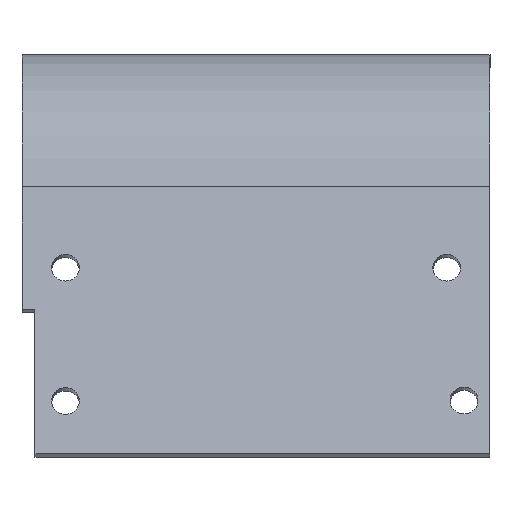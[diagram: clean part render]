
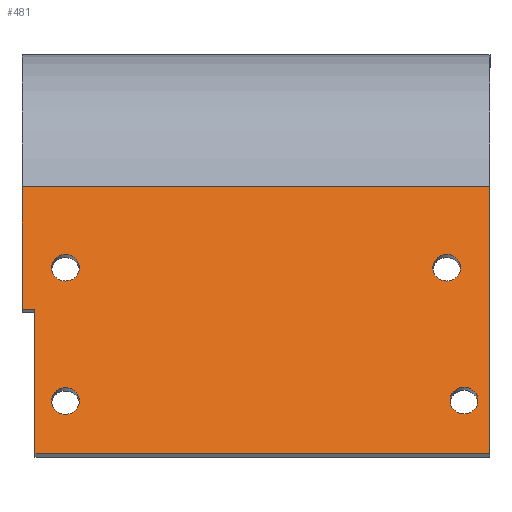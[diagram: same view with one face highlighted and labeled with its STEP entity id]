
A CAD part, left-side view. The second image highlights one B-rep face of the part: STEP entity #481.
In plain terms, the highlighted planar face has unit normal (-0.965, 0, 0.261).
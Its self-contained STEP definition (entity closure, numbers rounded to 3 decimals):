
#23=FACE_BOUND('',#88,.T.);
#24=FACE_BOUND('',#89,.T.);
#25=FACE_BOUND('',#90,.T.);
#26=FACE_BOUND('',#91,.T.);
#36=PLANE('',#533);
#55=FACE_OUTER_BOUND('',#87,.T.);
#87=EDGE_LOOP('',(#385,#386,#387,#388,#389,#390));
#88=EDGE_LOOP('',(#391));
#89=EDGE_LOOP('',(#392));
#90=EDGE_LOOP('',(#393));
#91=EDGE_LOOP('',(#394));
#121=CIRCLE('',#534,1.6);
#122=CIRCLE('',#535,1.6);
#123=CIRCLE('',#536,1.6);
#124=CIRCLE('',#537,1.6);
#153=LINE('',#769,#195);
#154=LINE('',#774,#196);
#155=LINE('',#776,#197);
#156=LINE('',#778,#198);
#157=LINE('',#779,#199);
#158=LINE('',#780,#200);
#195=VECTOR('',#629,10.);
#196=VECTOR('',#634,10.);
#197=VECTOR('',#635,10.);
#198=VECTOR('',#636,10.);
#199=VECTOR('',#637,10.);
#200=VECTOR('',#638,10.);
#239=VERTEX_POINT('',#766);
#240=VERTEX_POINT('',#768);
#241=VERTEX_POINT('',#772);
#242=VERTEX_POINT('',#773);
#243=VERTEX_POINT('',#775);
#244=VERTEX_POINT('',#777);
#245=VERTEX_POINT('',#781);
#246=VERTEX_POINT('',#783);
#247=VERTEX_POINT('',#785);
#248=VERTEX_POINT('',#787);
#294=EDGE_CURVE('',#239,#240,#153,.T.);
#296=EDGE_CURVE('',#241,#242,#154,.T.);
#297=EDGE_CURVE('',#243,#242,#155,.T.);
#298=EDGE_CURVE('',#244,#243,#156,.T.);
#299=EDGE_CURVE('',#240,#244,#157,.T.);
#300=EDGE_CURVE('',#239,#241,#158,.T.);
#301=EDGE_CURVE('',#245,#245,#121,.T.);
#302=EDGE_CURVE('',#246,#246,#122,.T.);
#303=EDGE_CURVE('',#247,#247,#123,.T.);
#304=EDGE_CURVE('',#248,#248,#124,.T.);
#385=ORIENTED_EDGE('',*,*,#296,.T.);
#386=ORIENTED_EDGE('',*,*,#297,.F.);
#387=ORIENTED_EDGE('',*,*,#298,.F.);
#388=ORIENTED_EDGE('',*,*,#299,.F.);
#389=ORIENTED_EDGE('',*,*,#294,.F.);
#390=ORIENTED_EDGE('',*,*,#300,.T.);
#391=ORIENTED_EDGE('',*,*,#301,.T.);
#392=ORIENTED_EDGE('',*,*,#302,.T.);
#393=ORIENTED_EDGE('',*,*,#303,.T.);
#394=ORIENTED_EDGE('',*,*,#304,.T.);
#481=ADVANCED_FACE('',(#55,#23,#24,#25,#26),#36,.T.);
#533=AXIS2_PLACEMENT_3D('',#771,#632,#633);
#534=AXIS2_PLACEMENT_3D('',#782,#639,#640);
#535=AXIS2_PLACEMENT_3D('',#784,#641,#642);
#536=AXIS2_PLACEMENT_3D('',#786,#643,#644);
#537=AXIS2_PLACEMENT_3D('',#788,#645,#646);
#629=DIRECTION('',(0.,-1.,0.));
#632=DIRECTION('center_axis',(-0.965,0.,0.261));
#633=DIRECTION('ref_axis',(-0.261,0.,-0.965));
#634=DIRECTION('',(0.,-1.,0.));
#635=DIRECTION('',(0.261,0.,0.965));
#636=DIRECTION('',(0.,1.,0.));
#637=DIRECTION('',(-0.261,0.,-0.965));
#638=DIRECTION('',(-0.261,0.,-0.965));
#639=DIRECTION('center_axis',(0.965,0.,-0.261));
#640=DIRECTION('ref_axis',(0.261,0.,0.965));
#641=DIRECTION('center_axis',(0.965,0.,-0.261));
#642=DIRECTION('ref_axis',(0.261,0.,0.965));
#643=DIRECTION('center_axis',(0.965,0.,-0.261));
#644=DIRECTION('ref_axis',(0.261,0.,0.965));
#645=DIRECTION('center_axis',(0.965,0.,-0.261));
#646=DIRECTION('ref_axis',(0.261,0.,0.965));
#766=CARTESIAN_POINT('',(-6.821,186.281,-171.186));
#768=CARTESIAN_POINT('',(-6.821,132.281,-171.186));
#769=CARTESIAN_POINT('',(-6.821,179.781,-171.186));
#771=CARTESIAN_POINT('Origin',(-6.821,179.781,-171.186));
#772=CARTESIAN_POINT('',(-10.649,186.281,-185.349));
#773=CARTESIAN_POINT('',(-10.649,184.781,-185.349));
#774=CARTESIAN_POINT('',(-10.649,183.281,-185.349));
#775=CARTESIAN_POINT('',(-15.149,184.781,-201.999));
#776=CARTESIAN_POINT('',(-7.896,184.781,-175.164));
#777=CARTESIAN_POINT('',(-15.149,132.281,-201.999));
#778=CARTESIAN_POINT('',(-15.149,132.281,-201.999));
#779=CARTESIAN_POINT('',(-7.712,132.281,-174.481));
#780=CARTESIAN_POINT('',(-7.712,186.281,-174.481));
#781=CARTESIAN_POINT('',(-13.901,135.281,-197.382));
#782=CARTESIAN_POINT('Origin',(-13.484,135.281,-195.838));
#783=CARTESIAN_POINT('',(-13.919,181.271,-197.448));
#784=CARTESIAN_POINT('Origin',(-13.502,181.271,-195.903));
#785=CARTESIAN_POINT('',(-9.762,137.281,-182.066));
#786=CARTESIAN_POINT('Origin',(-9.344,137.281,-180.522));
#787=CARTESIAN_POINT('',(-9.762,181.271,-182.066));
#788=CARTESIAN_POINT('Origin',(-9.344,181.271,-180.522));
